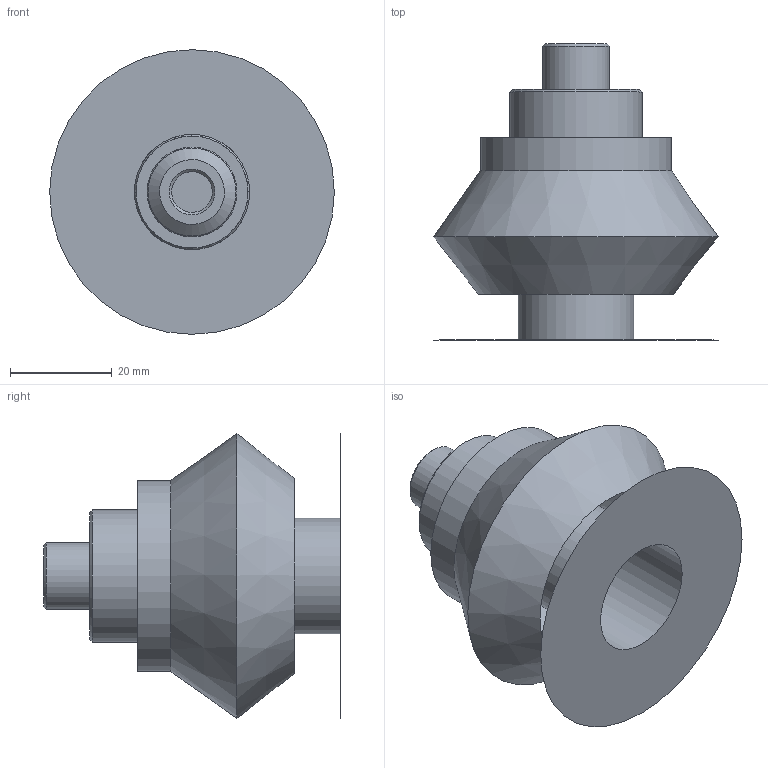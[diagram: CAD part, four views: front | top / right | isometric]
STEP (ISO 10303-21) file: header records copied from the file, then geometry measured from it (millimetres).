
FILE_DESCRIPTION(/* description */ (''),/* implementation_level */ '2;1');
FILE_NAME(/* name */ 'vf57sb_rac25r1-4m.stp',/* time_stamp */ '2024-05-30T16:13:01+02:00',/* author */ ('enginyeria2'),/* organization */ (''),/* preprocessor_version */ 'ST-DEVELOPER v20',/* originating_system */ 'Autodesk Inventor 2024',/* authorisation */ '');
FILE_SCHEMA (('AUTOMOTIVE_DESIGN { 1 0 10303 214 3 1 1 }'));
Length unit declared in the file: millimetre
Products named in the file (1): Pieza1
Bounding box: 56 x 58.3 x 56 mm (x, y, z)
Volume: 58507.1 mm3; surface area: 15861.4 mm2
Topology: 1 solids, 3 shells, 37 faces, 67 edges, 43 vertices
Faces by surface type: plane 13, cylinder 12, cone 9, torus 3
Full cylindrical faces by diameter (mm): 8 x2, 13.157 x1, 17.7 x1, 18.9 x1, 19 x2, 22 x1, 22.7 x2, 26 x1, 37.6 x1
Entity records: 988 total; most frequent: DIRECTION 189, CARTESIAN_POINT 148, ORIENTED_EDGE 134, AXIS2_PLACEMENT_3D 84, EDGE_CURVE 67, EDGE_LOOP 48, CIRCLE 46, VERTEX_POINT 43
